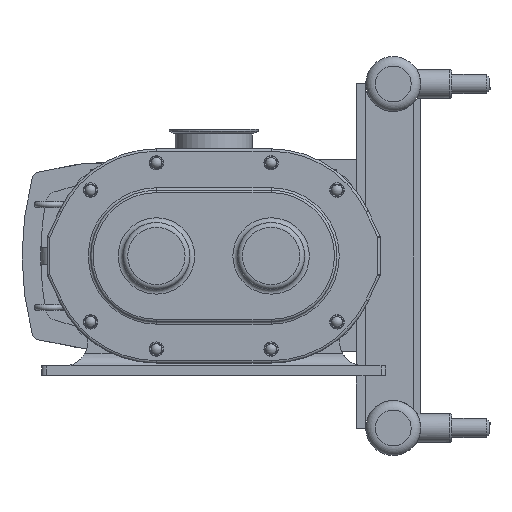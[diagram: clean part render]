
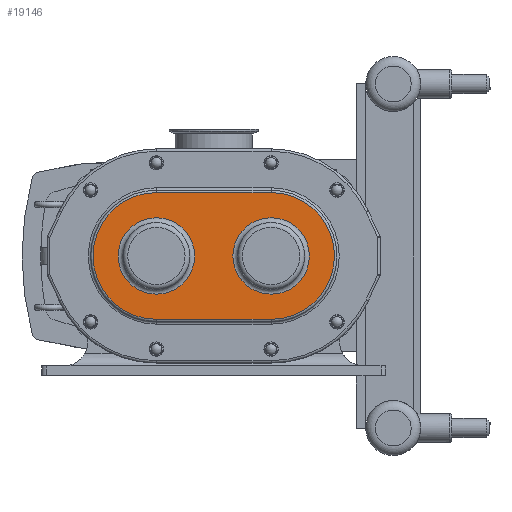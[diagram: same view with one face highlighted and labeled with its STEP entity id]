
A CAD part, left-side view. The second image highlights one B-rep face of the part: STEP entity #19146.
In plain terms, the highlighted planar face has unit normal (-1, 0, 0).
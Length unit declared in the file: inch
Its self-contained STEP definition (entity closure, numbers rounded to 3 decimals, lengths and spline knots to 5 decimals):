
#530=FACE_BOUND('',#4315,.T.);
#531=FACE_BOUND('',#4316,.T.);
#1647=CIRCLE('',#20967,2.);
#1648=CIRCLE('',#20969,3.315);
#1649=CIRCLE('',#20970,3.315);
#1650=CIRCLE('',#20971,2.);
#3145=FACE_OUTER_BOUND('',#4314,.T.);
#4314=EDGE_LOOP('',(#16526,#16527,#16528,#16529));
#4315=EDGE_LOOP('',(#16530));
#4316=EDGE_LOOP('',(#16531));
#5763=LINE('',#35223,#7170);
#5764=LINE('',#35227,#7171);
#7170=VECTOR('',#25854,0.3937);
#7171=VECTOR('',#25857,0.3937);
#8831=VERTEX_POINT('',#35217);
#8832=VERTEX_POINT('',#35221);
#8833=VERTEX_POINT('',#35222);
#8834=VERTEX_POINT('',#35224);
#8835=VERTEX_POINT('',#35226);
#8836=VERTEX_POINT('',#35229);
#11478=EDGE_CURVE('',#8831,#8831,#1647,.T.);
#11479=EDGE_CURVE('',#8832,#8833,#5763,.T.);
#11480=EDGE_CURVE('',#8834,#8832,#1648,.T.);
#11481=EDGE_CURVE('',#8835,#8834,#5764,.T.);
#11482=EDGE_CURVE('',#8833,#8835,#1649,.T.);
#11483=EDGE_CURVE('',#8836,#8836,#1650,.T.);
#16526=ORIENTED_EDGE('',*,*,#11479,.F.);
#16527=ORIENTED_EDGE('',*,*,#11480,.F.);
#16528=ORIENTED_EDGE('',*,*,#11481,.F.);
#16529=ORIENTED_EDGE('',*,*,#11482,.F.);
#16530=ORIENTED_EDGE('',*,*,#11483,.F.);
#16531=ORIENTED_EDGE('',*,*,#11478,.F.);
#18194=PLANE('',#20968);
#19146=ADVANCED_FACE('',(#3145,#530,#531),#18194,.T.);
#20967=AXIS2_PLACEMENT_3D('',#35219,#25850,#25851);
#20968=AXIS2_PLACEMENT_3D('',#35220,#25852,#25853);
#20969=AXIS2_PLACEMENT_3D('',#35225,#25855,#25856);
#20970=AXIS2_PLACEMENT_3D('',#35228,#25858,#25859);
#20971=AXIS2_PLACEMENT_3D('',#35230,#25860,#25861);
#25850=DIRECTION('center_axis',(-1.,0.,0.));
#25851=DIRECTION('ref_axis',(0.,0.,1.));
#25852=DIRECTION('center_axis',(-1.,0.,0.));
#25853=DIRECTION('ref_axis',(0.,0.,-1.));
#25854=DIRECTION('',(0.,-1.,0.));
#25855=DIRECTION('center_axis',(1.,0.,0.));
#25856=DIRECTION('ref_axis',(0.,1.,0.));
#25857=DIRECTION('',(0.,1.,0.));
#25858=DIRECTION('center_axis',(1.,0.,0.));
#25859=DIRECTION('ref_axis',(0.,-1.,0.));
#25860=DIRECTION('center_axis',(-1.,0.,0.));
#25861=DIRECTION('ref_axis',(0.,0.,1.));
#35217=CARTESIAN_POINT('',(-1.555,3.,-2.));
#35219=CARTESIAN_POINT('Origin',(-1.555,3.,0.));
#35220=CARTESIAN_POINT('Origin',(-1.555,0.,0.));
#35221=CARTESIAN_POINT('',(-1.555,3.,3.315));
#35222=CARTESIAN_POINT('',(-1.555,-3.,3.315));
#35223=CARTESIAN_POINT('',(-1.555,-1.5,3.315));
#35224=CARTESIAN_POINT('',(-1.555,3.,-3.315));
#35225=CARTESIAN_POINT('Origin',(-1.555,3.,0.));
#35226=CARTESIAN_POINT('',(-1.555,-3.,-3.315));
#35227=CARTESIAN_POINT('',(-1.555,1.5,-3.315));
#35228=CARTESIAN_POINT('Origin',(-1.555,-3.,0.));
#35229=CARTESIAN_POINT('',(-1.555,-3.,-2.));
#35230=CARTESIAN_POINT('Origin',(-1.555,-3.,0.));
